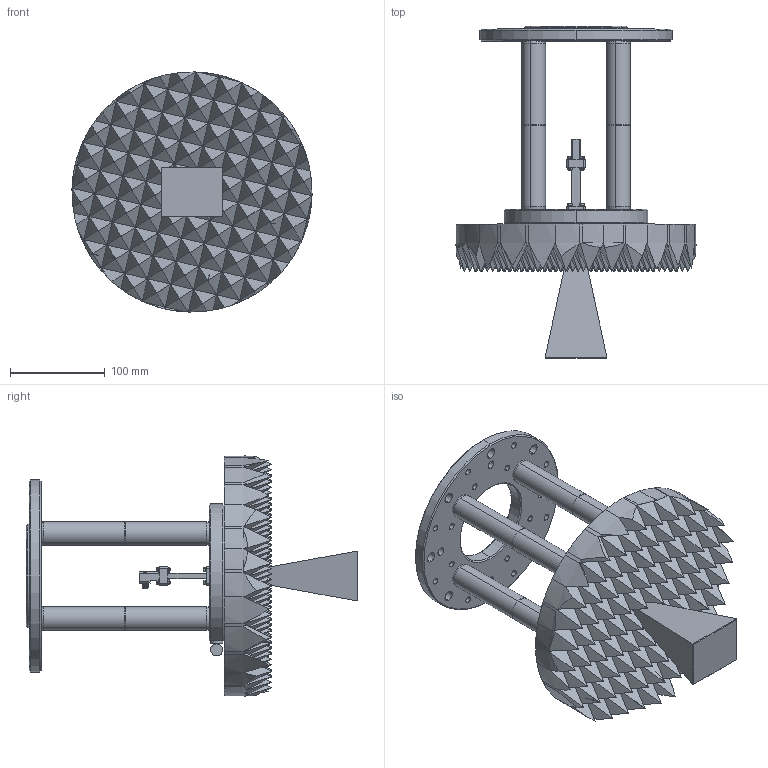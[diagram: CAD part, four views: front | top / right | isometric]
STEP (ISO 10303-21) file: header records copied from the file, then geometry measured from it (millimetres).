
FILE_DESCRIPTION (( 'STEP AP203' ), '1' );
FILE_NAME ('STY-MAA-AZ-28KF-R1.STEP', '2024-05-01T22:07:38', ( '' ), ( '' ), 'SwSTEP 2.0', 'SolidWorks 2021', '' );
FILE_SCHEMA (( 'CONFIG_CONTROL_DESIGN' ));
Length unit declared in the file: inch
Products named in the file (1): STY-MAA-AZ-28KF-R1
Bounding box: 253.91 x 351.1 x 253.91 mm (x, y, z)
Volume: 2651716.1 mm3; surface area: 510378.1 mm2
Topology: 84 solids, 92 shells, 1825 faces, 4116 edges, 2525 vertices
Faces by surface type: plane 700, cylinder 458, bspline 406, cone 261
Entity records: 71547 total; most frequent: CARTESIAN_POINT 33620, ORIENTED_EDGE 8224, DIRECTION 6855, EDGE_CURVE 4112, VERTEX_POINT 2525, AXIS2_PLACEMENT_3D 2335, LINE 2185, VECTOR 2185
